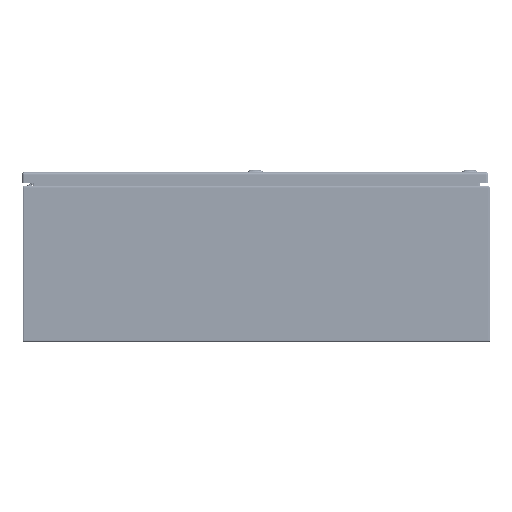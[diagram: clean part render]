
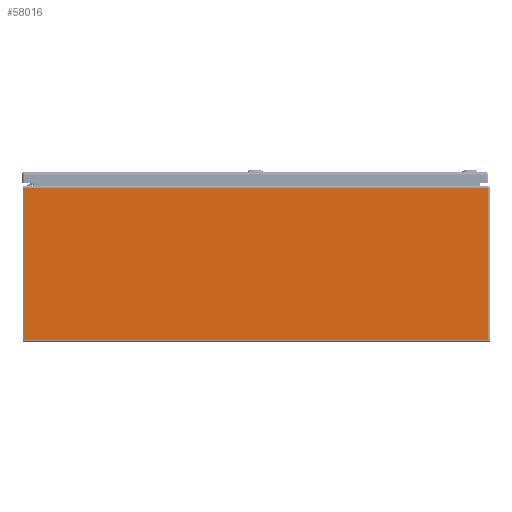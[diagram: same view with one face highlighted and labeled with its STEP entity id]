
A CAD part, front view. The second image highlights one B-rep face of the part: STEP entity #58016.
In plain terms, the highlighted planar face has unit normal (0, -1, 0).
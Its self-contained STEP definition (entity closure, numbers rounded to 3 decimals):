
#4720=LINE('',#82538,#9476);
#4721=LINE('',#82540,#9477);
#4722=LINE('',#82542,#9478);
#4723=LINE('',#82543,#9479);
#9476=VECTOR('',#67564,0.394);
#9477=VECTOR('',#67565,0.394);
#9478=VECTOR('',#67566,0.394);
#9479=VECTOR('',#67567,0.394);
#14990=FACE_OUTER_BOUND('',#18480,.T.);
#18480=EDGE_LOOP('',(#38811,#38812,#38813,#38814));
#24219=VERTEX_POINT('',#82533);
#24220=VERTEX_POINT('',#82537);
#24221=VERTEX_POINT('',#82539);
#24222=VERTEX_POINT('',#82541);
#29885=EDGE_CURVE('',#24219,#24220,#4720,.T.);
#29886=EDGE_CURVE('',#24221,#24219,#4721,.T.);
#29887=EDGE_CURVE('',#24222,#24221,#4722,.T.);
#29888=EDGE_CURVE('',#24220,#24222,#4723,.T.);
#38811=ORIENTED_EDGE('',*,*,#29885,.F.);
#38812=ORIENTED_EDGE('',*,*,#29886,.F.);
#38813=ORIENTED_EDGE('',*,*,#29887,.F.);
#38814=ORIENTED_EDGE('',*,*,#29888,.F.);
#56355=PLANE('',#62435);
#58016=ADVANCED_FACE('',(#14990),#56355,.F.);
#62435=AXIS2_PLACEMENT_3D('',#82536,#67562,#67563);
#67562=DIRECTION('center_axis',(0.,1.,0.));
#67563=DIRECTION('ref_axis',(1.,0.,0.));
#67564=DIRECTION('',(-1.,0.,0.));
#67565=DIRECTION('',(0.,0.,-1.));
#67566=DIRECTION('',(1.,0.,0.));
#67567=DIRECTION('',(0.,0.,1.));
#82533=CARTESIAN_POINT('',(17.879,-18.,0.121));
#82536=CARTESIAN_POINT('Origin',(0.,-18.,6.017));
#82537=CARTESIAN_POINT('',(-17.879,-18.,0.121));
#82538=CARTESIAN_POINT('',(0.,-18.,0.121));
#82539=CARTESIAN_POINT('',(17.879,-18.,11.879));
#82540=CARTESIAN_POINT('',(17.879,-18.,6.017));
#82541=CARTESIAN_POINT('',(-17.879,-18.,11.879));
#82542=CARTESIAN_POINT('',(-11.914,-18.,11.879));
#82543=CARTESIAN_POINT('',(-17.879,-18.,6.017));
